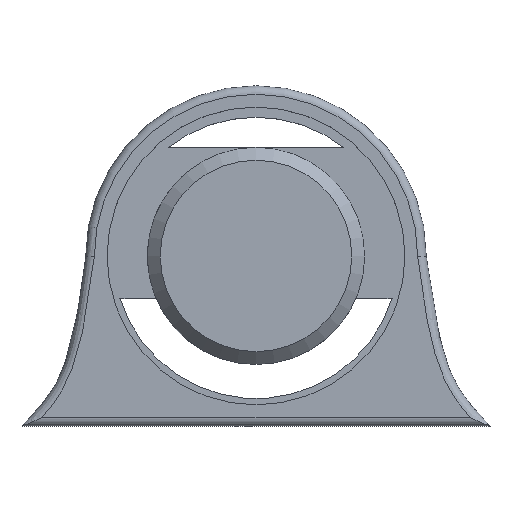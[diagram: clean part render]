
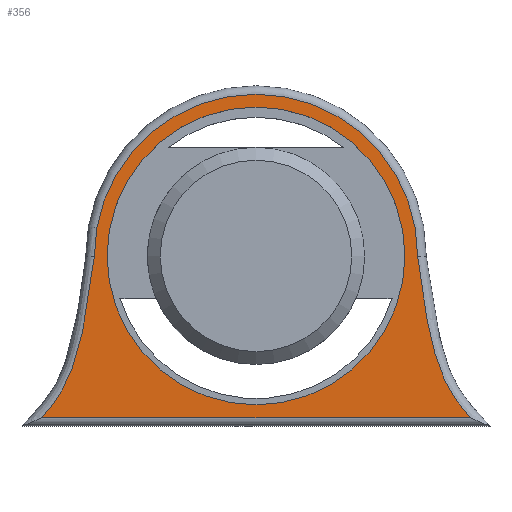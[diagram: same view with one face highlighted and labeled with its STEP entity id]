
A CAD part, top view. The second image highlights one B-rep face of the part: STEP entity #356.
In plain terms, the highlighted planar face has unit normal (0, 0, 1).
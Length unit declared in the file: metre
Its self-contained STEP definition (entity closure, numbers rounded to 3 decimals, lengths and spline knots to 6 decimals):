
#23=B_SPLINE_CURVE_WITH_KNOTS('',3,(#635,#636,#637,#638,#639,#640,#641,
#642,#643),.UNSPECIFIED.,.F.,.F.,(4,1,1,1,1,1,4),(0.,0.010128,
0.020257,0.025321,0.030385,0.035449,
0.040513),.UNSPECIFIED.);
#24=B_SPLINE_CURVE_WITH_KNOTS('',3,(#648,#649,#650,#651,#652,#653,#654,
#655,#656),.UNSPECIFIED.,.F.,.F.,(4,1,1,1,1,1,4),(0.,0.005072,
0.010144,0.015215,0.020287,0.030431,
0.040574),.UNSPECIFIED.);
#47=CIRCLE('',#392,0.035);
#51=CIRCLE('',#406,0.038);
#121=ORIENTED_EDGE('',*,*,#185,.T.);
#122=ORIENTED_EDGE('',*,*,#186,.T.);
#123=ORIENTED_EDGE('',*,*,#187,.T.);
#124=ORIENTED_EDGE('',*,*,#188,.T.);
#125=ORIENTED_EDGE('',*,*,#167,.F.);
#167=EDGE_CURVE('',#213,#213,#47,.T.);
#185=EDGE_CURVE('',#221,#222,#23,.T.);
#186=EDGE_CURVE('',#222,#223,#245,.T.);
#187=EDGE_CURVE('',#223,#224,#24,.T.);
#188=EDGE_CURVE('',#224,#221,#51,.T.);
#213=VERTEX_POINT('',#552);
#221=VERTEX_POINT('',#644);
#222=VERTEX_POINT('',#645);
#223=VERTEX_POINT('',#647);
#224=VERTEX_POINT('',#657);
#245=LINE('',#646,#265);
#265=VECTOR('',#492,1.);
#288=EDGE_LOOP('',(#121,#122,#123,#124));
#289=EDGE_LOOP('',(#125));
#321=FACE_BOUND('',#288,.T.);
#322=FACE_BOUND('',#289,.T.);
#339=PLANE('',#405);
#356=ADVANCED_FACE('',(#321,#322),#339,.T.);
#392=AXIS2_PLACEMENT_3D('',#551,#454,#455);
#405=AXIS2_PLACEMENT_3D('',#634,#490,#491);
#406=AXIS2_PLACEMENT_3D('',#658,#493,#494);
#454=DIRECTION('',(0.,0.,1.));
#455=DIRECTION('',(1.,0.,0.));
#490=DIRECTION('',(0.,0.,1.));
#491=DIRECTION('',(1.,0.,0.));
#492=DIRECTION('',(1.,0.,0.));
#493=DIRECTION('',(0.,0.,1.));
#494=DIRECTION('',(1.,0.,0.));
#551=CARTESIAN_POINT('',(0.,0.,0.0078));
#552=CARTESIAN_POINT('',(0.035,0.,0.0078));
#634=CARTESIAN_POINT('',(0.,0.,0.0078));
#635=CARTESIAN_POINT('',(-0.038,-0.00013,0.0078));
#636=CARTESIAN_POINT('',(-0.038442,-0.003477,0.0078));
#637=CARTESIAN_POINT('',(-0.039324,-0.010175,0.0078));
#638=CARTESIAN_POINT('',(-0.0408,-0.018471,0.0078));
#639=CARTESIAN_POINT('',(-0.042579,-0.024943,0.0078));
#640=CARTESIAN_POINT('',(-0.044444,-0.029718,0.0078));
#641=CARTESIAN_POINT('',(-0.047056,-0.034091,0.0078));
#642=CARTESIAN_POINT('',(-0.049216,-0.036729,0.0078));
#643=CARTESIAN_POINT('',(-0.050356,-0.038,0.0078));
#644=CARTESIAN_POINT('',(-0.038,-0.00013,0.0078));
#645=CARTESIAN_POINT('',(-0.050356,-0.038,0.0078));
#646=CARTESIAN_POINT('',(0.,-0.038,0.0078));
#647=CARTESIAN_POINT('',(0.050356,-0.038,0.0078));
#648=CARTESIAN_POINT('',(0.050356,-0.038,0.0078));
#649=CARTESIAN_POINT('',(0.049216,-0.036729,0.0078));
#650=CARTESIAN_POINT('',(0.047067,-0.034105,0.0078));
#651=CARTESIAN_POINT('',(0.04445,-0.029733,0.0078));
#652=CARTESIAN_POINT('',(0.04258,-0.024948,0.0078));
#653=CARTESIAN_POINT('',(0.0408,-0.018473,0.0078));
#654=CARTESIAN_POINT('',(0.039324,-0.010177,0.0078));
#655=CARTESIAN_POINT('',(0.038442,-0.003478,0.0078));
#656=CARTESIAN_POINT('',(0.038,-0.00013,0.0078));
#657=CARTESIAN_POINT('',(0.038,-0.00013,0.0078));
#658=CARTESIAN_POINT('',(0.,0.,0.0078));
